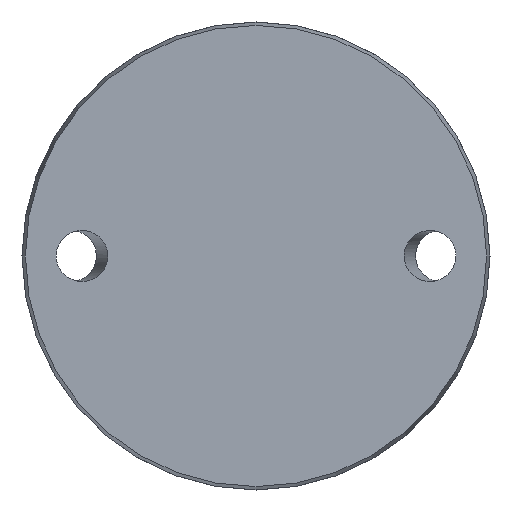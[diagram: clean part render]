
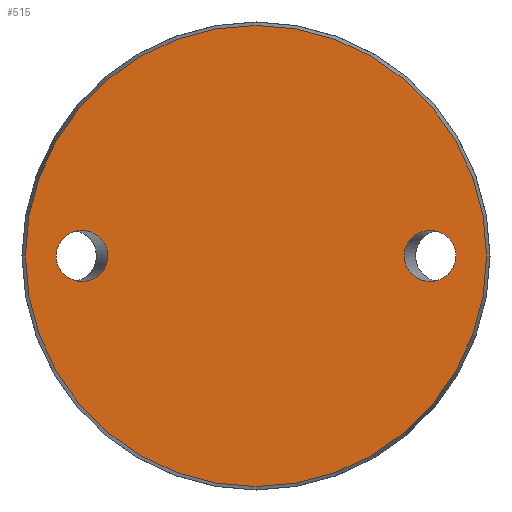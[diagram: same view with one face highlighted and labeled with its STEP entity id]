
A CAD part, front view. The second image highlights one B-rep face of the part: STEP entity #515.
In plain terms, the highlighted planar face has unit normal (0, -1, 0).
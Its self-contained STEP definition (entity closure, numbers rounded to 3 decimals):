
#1 = EDGE_LOOP ( 'NONE', ( #374 ) ) ;
#3 = VERTEX_POINT ( 'NONE', #100 ) ;
#11 = EDGE_CURVE ( 'NONE', #58, #58, #361, .T. ) ;
#30 = ORIENTED_EDGE ( 'NONE', *, *, #11, .T. ) ;
#42 = CARTESIAN_POINT ( 'NONE',  ( -24.691, 0., 0. ) ) ;
#58 = VERTEX_POINT ( 'NONE', #428 ) ;
#89 = FACE_BOUND ( 'NONE', #564, .T. ) ;
#94 = CARTESIAN_POINT ( 'NONE',  ( 24.691, 0., 0. ) ) ;
#100 = CARTESIAN_POINT ( 'NONE',  ( 33.309, 0., 0. ) ) ;
#140 = DIRECTION ( 'NONE',  ( 0., 1., 0. ) ) ;
#143 = CARTESIAN_POINT ( 'NONE',  ( 24.691, 0., -8.5 ) ) ;
#145 = EDGE_LOOP ( 'NONE', ( #637 ) ) ;
#146 = DIRECTION ( 'NONE',  ( 0., -1., 0. ) ) ;
#183 = AXIS2_PLACEMENT_3D ( 'NONE', #638, #146, #473 ) ;
#217 = CARTESIAN_POINT ( 'NONE',  ( -33.309, 0., 0. ) ) ;
#219 = VERTEX_POINT ( 'NONE', #541 ) ;
#305 = DIRECTION ( 'NONE',  ( 0., 0., 1. ) ) ;
#311 = PLANE ( 'NONE',  #426 ) ;
#314 = CARTESIAN_POINT ( 'NONE',  ( -33.309, 0., 8.5 ) ) ;
#315 = CARTESIAN_POINT ( 'NONE',  ( 24.691, 0., 8.5 ) ) ;
#336 = CIRCLE ( 'NONE', #183, 38.425 ) ;
#361 =( BOUNDED_CURVE ( )  B_SPLINE_CURVE ( 3, ( #217, #314, #645, #42, #475, #371, #480 ),
 .UNSPECIFIED., .T., .F. ) 
 B_SPLINE_CURVE_WITH_KNOTS ( ( 4, 3, 4 ),
 ( 0., 3.142, 6.283 ),
 .UNSPECIFIED. ) 
 CURVE ( )  GEOMETRIC_REPRESENTATION_ITEM ( )  RATIONAL_B_SPLINE_CURVE ( ( 1., 0.333, 0.333, 1., 0.333, 0.333, 1. ) ) 
 REPRESENTATION_ITEM ( '' )  );
#365 = FACE_BOUND ( 'NONE', #1, .T. ) ;
#371 = CARTESIAN_POINT ( 'NONE',  ( -33.309, 0., -8.5 ) ) ;
#372 = FACE_OUTER_BOUND ( 'NONE', #145, .T. ) ;
#374 = ORIENTED_EDGE ( 'NONE', *, *, #536, .T. ) ;
#408 = CARTESIAN_POINT ( 'NONE',  ( -38.425, 0., 0. ) ) ;
#426 = AXIS2_PLACEMENT_3D ( 'NONE', #408, #140, #305 ) ;
#428 = CARTESIAN_POINT ( 'NONE',  ( -33.309, 0., 0. ) ) ;
#467 = CARTESIAN_POINT ( 'NONE',  ( 33.309, 0., 8.5 ) ) ;
#473 = DIRECTION ( 'NONE',  ( 0., 0., -1. ) ) ;
#475 = CARTESIAN_POINT ( 'NONE',  ( -24.691, 0., -8.5 ) ) ;
#480 = CARTESIAN_POINT ( 'NONE',  ( -33.309, 0., 0. ) ) ;
#515 = ADVANCED_FACE ( 'NONE', ( #89, #365, #372 ), #311, .F. ) ;
#518 = CARTESIAN_POINT ( 'NONE',  ( 33.309, 0., 0. ) ) ;
#525 = CARTESIAN_POINT ( 'NONE',  ( 33.309, 0., 0. ) ) ;
#536 = EDGE_CURVE ( 'NONE', #3, #3, #632, .T. ) ;
#541 = CARTESIAN_POINT ( 'NONE',  ( 0., 0., -38.425 ) ) ;
#564 = EDGE_LOOP ( 'NONE', ( #30 ) ) ;
#569 = EDGE_CURVE ( 'NONE', #219, #219, #336, .T. ) ;
#582 = CARTESIAN_POINT ( 'NONE',  ( 33.309, 0., -8.5 ) ) ;
#632 =( BOUNDED_CURVE ( )  B_SPLINE_CURVE ( 3, ( #518, #582, #143, #94, #315, #467, #525 ),
 .UNSPECIFIED., .T., .F. ) 
 B_SPLINE_CURVE_WITH_KNOTS ( ( 4, 3, 4 ),
 ( 0., 3.142, 6.283 ),
 .UNSPECIFIED. ) 
 CURVE ( )  GEOMETRIC_REPRESENTATION_ITEM ( )  RATIONAL_B_SPLINE_CURVE ( ( 1., 0.333, 0.333, 1., 0.333, 0.333, 1. ) ) 
 REPRESENTATION_ITEM ( '' )  );
#637 = ORIENTED_EDGE ( 'NONE', *, *, #569, .T. ) ;
#638 = CARTESIAN_POINT ( 'NONE',  ( 0., 0., 0. ) ) ;
#645 = CARTESIAN_POINT ( 'NONE',  ( -24.691, 0., 8.5 ) ) ;
